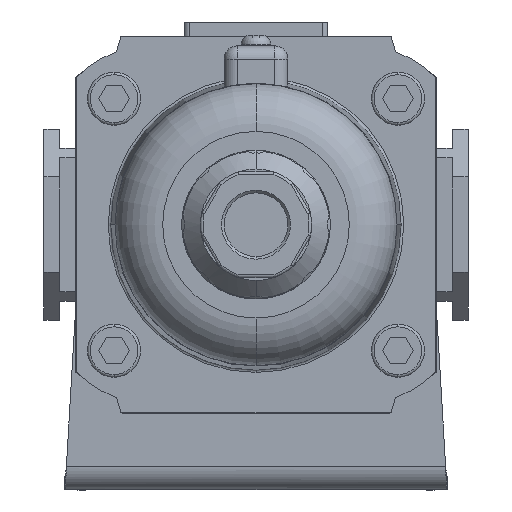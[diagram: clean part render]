
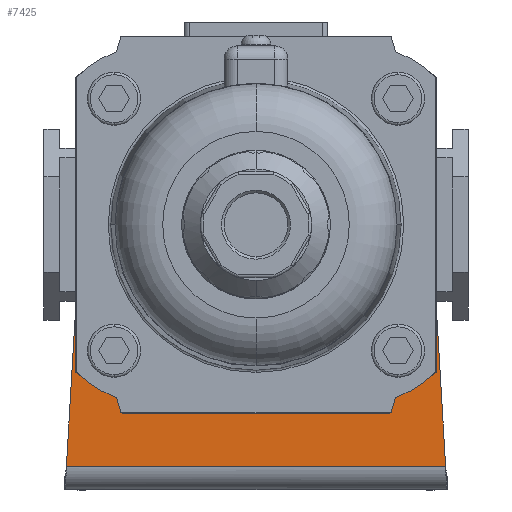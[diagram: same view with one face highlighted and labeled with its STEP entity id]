
A CAD part, front view. The second image highlights one B-rep face of the part: STEP entity #7425.
In plain terms, the highlighted planar face has unit normal (0, -1, 0).
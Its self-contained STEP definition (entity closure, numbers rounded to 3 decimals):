
#362 = CARTESIAN_POINT ( 'NONE',  ( 15., 35., 0. ) ) ;
#449 = LINE ( 'NONE', #10115, #13192 ) ;
#540 = DIRECTION ( 'NONE',  ( 0.059, 0., -0.998 ) ) ;
#657 = DIRECTION ( 'NONE',  ( -1., 0., 0. ) ) ;
#762 = LINE ( 'NONE', #3723, #8748 ) ;
#786 = CARTESIAN_POINT ( 'NONE',  ( -32.943, 35., 1.939 ) ) ;
#1333 = DIRECTION ( 'NONE',  ( -1., 0., 0. ) ) ;
#2242 = DIRECTION ( 'NONE',  ( -1., 0., 0. ) ) ;
#2586 = FACE_BOUND ( 'NONE', #19161, .T. ) ;
#2889 = EDGE_CURVE ( 'NONE', #6393, #5082, #10521, .T. ) ;
#2892 = VERTEX_POINT ( 'NONE', #20267 ) ;
#3022 = VECTOR ( 'NONE', #5894, 1000. ) ;
#3366 = CARTESIAN_POINT ( 'NONE',  ( 0., 35., 0. ) ) ;
#3723 = CARTESIAN_POINT ( 'NONE',  ( -36., 35., -45.5 ) ) ;
#4961 = DIRECTION ( 'NONE',  ( -1., 0., 0. ) ) ;
#5082 = VERTEX_POINT ( 'NONE', #786 ) ;
#5328 = ORIENTED_EDGE ( 'NONE', *, *, #9674, .T. ) ;
#5353 = DIRECTION ( 'NONE',  ( 1., 0., 0. ) ) ;
#5390 = PLANE ( 'NONE',  #13825 ) ;
#5411 = ORIENTED_EDGE ( 'NONE', *, *, #7084, .T. ) ;
#5894 = DIRECTION ( 'NONE',  ( 0.059, 0., 0.998 ) ) ;
#6393 = VERTEX_POINT ( 'NONE', #9573 ) ;
#6492 = CIRCLE ( 'NONE', #18186, 15. ) ;
#7084 = EDGE_CURVE ( 'NONE', #17621, #2892, #15464, .T. ) ;
#7351 = ORIENTED_EDGE ( 'NONE', *, *, #7420, .F. ) ;
#7420 = EDGE_CURVE ( 'NONE', #5082, #8810, #19653, .T. ) ;
#7425 = ADVANCED_FACE ( 'NONE', ( #2586, #19168 ), #5390, .F. ) ;
#8748 = VECTOR ( 'NONE', #5353, 1000. ) ;
#8810 = VERTEX_POINT ( 'NONE', #9625 ) ;
#9384 = ORIENTED_EDGE ( 'NONE', *, *, #2889, .F. ) ;
#9573 = CARTESIAN_POINT ( 'NONE',  ( -35.735, 35., -45.5 ) ) ;
#9625 = CARTESIAN_POINT ( 'NONE',  ( 32.943, 35., 1.939 ) ) ;
#9674 = EDGE_CURVE ( 'NONE', #2892, #17621, #6492, .T. ) ;
#10115 = CARTESIAN_POINT ( 'NONE',  ( 32.943, 35., 1.939 ) ) ;
#10207 = DIRECTION ( 'NONE',  ( 0., 1., 0. ) ) ;
#10521 = LINE ( 'NONE', #17114, #3022 ) ;
#10605 = AXIS2_PLACEMENT_3D ( 'NONE', #19846, #10207, #657 ) ;
#10905 = DIRECTION ( 'NONE',  ( 0., 1., 0. ) ) ;
#10978 = EDGE_CURVE ( 'NONE', #8810, #13671, #449, .T. ) ;
#11102 = ORIENTED_EDGE ( 'NONE', *, *, #19925, .T. ) ;
#11826 = DIRECTION ( 'NONE',  ( 0., 1., 0. ) ) ;
#13192 = VECTOR ( 'NONE', #540, 1000. ) ;
#13671 = VERTEX_POINT ( 'NONE', #19476 ) ;
#13825 = AXIS2_PLACEMENT_3D ( 'NONE', #18232, #11826, #2242 ) ;
#14557 = DIRECTION ( 'NONE',  ( 0., 1., 0. ) ) ;
#15464 = CIRCLE ( 'NONE', #17587, 15. ) ;
#17114 = CARTESIAN_POINT ( 'NONE',  ( -36., 35., -50. ) ) ;
#17587 = AXIS2_PLACEMENT_3D ( 'NONE', #3366, #14557, #4961 ) ;
#17621 = VERTEX_POINT ( 'NONE', #362 ) ;
#18186 = AXIS2_PLACEMENT_3D ( 'NONE', #20521, #10905, #1333 ) ;
#18232 = CARTESIAN_POINT ( 'NONE',  ( 0., 35., 0. ) ) ;
#19161 = EDGE_LOOP ( 'NONE', ( #5328, #5411 ) ) ;
#19168 = FACE_OUTER_BOUND ( 'NONE', #19945, .T. ) ;
#19476 = CARTESIAN_POINT ( 'NONE',  ( 35.735, 35., -45.5 ) ) ;
#19653 = CIRCLE ( 'NONE', #10605, 33. ) ;
#19846 = CARTESIAN_POINT ( 'NONE',  ( 0., 35., 0. ) ) ;
#19925 = EDGE_CURVE ( 'NONE', #6393, #13671, #762, .T. ) ;
#19945 = EDGE_LOOP ( 'NONE', ( #11102, #20488, #7351, #9384 ) ) ;
#20267 = CARTESIAN_POINT ( 'NONE',  ( -15., 35., 0. ) ) ;
#20488 = ORIENTED_EDGE ( 'NONE', *, *, #10978, .F. ) ;
#20521 = CARTESIAN_POINT ( 'NONE',  ( 0., 35., 0. ) ) ;
